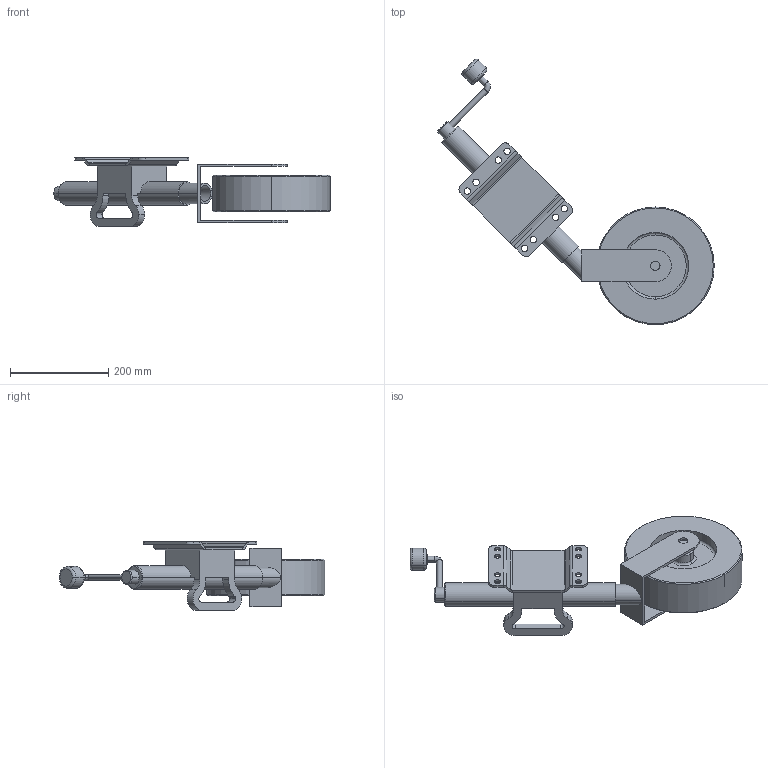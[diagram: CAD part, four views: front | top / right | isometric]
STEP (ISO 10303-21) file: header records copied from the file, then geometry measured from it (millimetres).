
FILE_DESCRIPTION (( 'STEP AP203' ), '1' );
FILE_NAME ('OEM-JOCKEYWHEEL_REV_A.step', '2025-08-17T05:05:17', ( '' ), ( '' ), 'SwSTEP 2.0', 'SolidWorks 2024', '' );
FILE_SCHEMA (( 'CONFIG_CONTROL_DESIGN' ));
Length unit declared in the file: millimetre
Products named in the file (1): OEM-JOCKEYWHEEL_REV_A
Bounding box: 563.45 x 541.11 x 140 mm (x, y, z)
Volume: 3697181.9 mm3; surface area: 556732.2 mm2
Topology: 6 solids, 6 shells, 185 faces, 425 edges, 258 vertices
Faces by surface type: plane 84, cylinder 79, torus 16, cone 6
Entity records: 5324 total; most frequent: DIRECTION 979, CARTESIAN_POINT 893, ORIENTED_EDGE 850, EDGE_CURVE 425, AXIS2_PLACEMENT_3D 374, VERTEX_POINT 258, VECTOR 231, LINE 231
